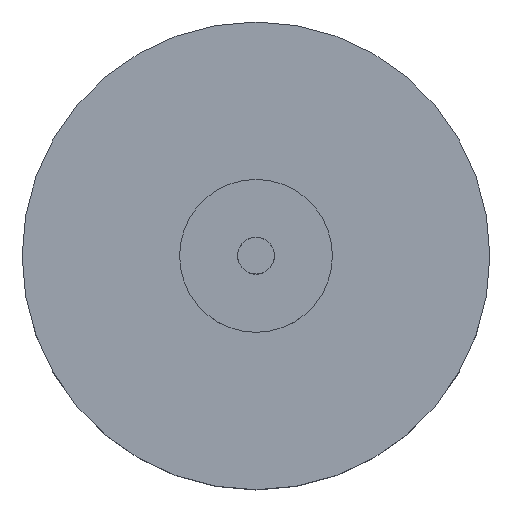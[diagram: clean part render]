
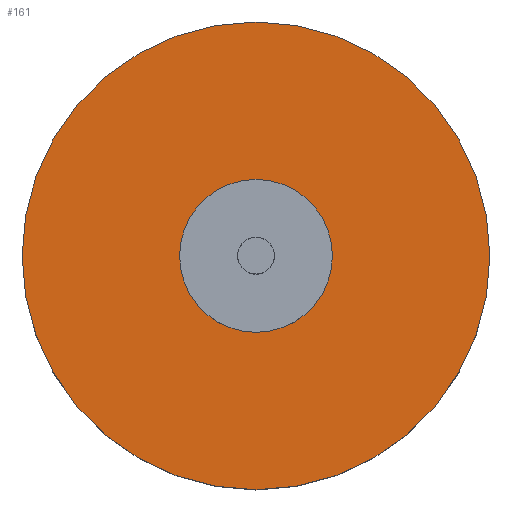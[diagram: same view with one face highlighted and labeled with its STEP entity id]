
A CAD part, top view. The second image highlights one B-rep face of the part: STEP entity #161.
In plain terms, the highlighted planar face has unit normal (0, 0, 1).
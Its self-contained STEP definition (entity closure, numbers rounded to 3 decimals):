
#17=FACE_BOUND('',#52,.T.);
#25=PLANE('',#197);
#37=FACE_OUTER_BOUND('',#51,.T.);
#51=EDGE_LOOP('',(#143));
#52=EDGE_LOOP('',(#144));
#78=CIRCLE('',#192,27.119);
#79=CIRCLE('',#195,83.);
#90=VERTEX_POINT('',#284);
#91=VERTEX_POINT('',#289);
#107=EDGE_CURVE('',#90,#90,#78,.T.);
#108=EDGE_CURVE('',#91,#91,#79,.T.);
#143=ORIENTED_EDGE('',*,*,#108,.T.);
#144=ORIENTED_EDGE('',*,*,#107,.T.);
#161=ADVANCED_FACE('',(#37,#17),#25,.T.);
#192=AXIS2_PLACEMENT_3D('',#286,#238,#239);
#195=AXIS2_PLACEMENT_3D('',#290,#244,#245);
#197=AXIS2_PLACEMENT_3D('',#294,#249,#250);
#238=DIRECTION('center_axis',(0.,0.,-1.));
#239=DIRECTION('ref_axis',(-1.,0.,0.));
#244=DIRECTION('center_axis',(0.,0.,1.));
#245=DIRECTION('ref_axis',(1.,0.,0.));
#249=DIRECTION('center_axis',(0.,0.,1.));
#250=DIRECTION('ref_axis',(1.,0.,0.));
#284=CARTESIAN_POINT('',(27.119,0.,46.));
#286=CARTESIAN_POINT('Origin',(0.,0.,46.));
#289=CARTESIAN_POINT('',(-83.,0.,46.));
#290=CARTESIAN_POINT('Origin',(0.,0.,46.));
#294=CARTESIAN_POINT('Origin',(0.,0.,46.));
